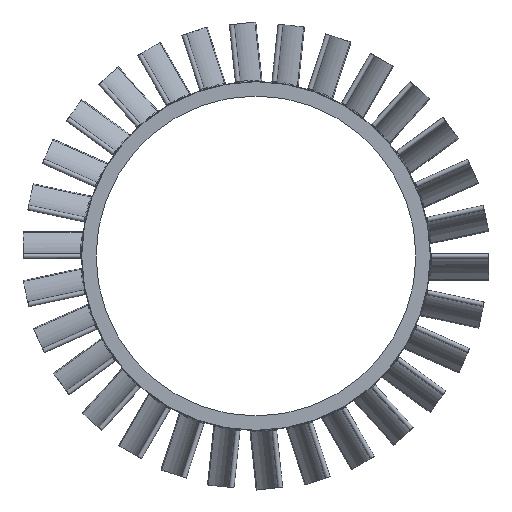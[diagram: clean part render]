
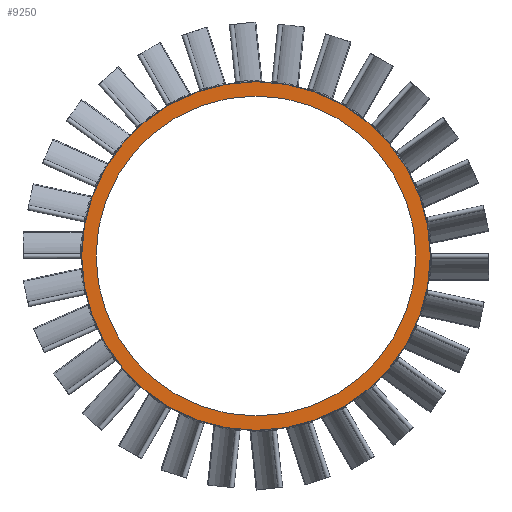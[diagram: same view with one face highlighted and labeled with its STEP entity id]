
A CAD part, left-side view. The second image highlights one B-rep face of the part: STEP entity #9250.
In plain terms, the highlighted planar face has unit normal (-1, 0, 0).
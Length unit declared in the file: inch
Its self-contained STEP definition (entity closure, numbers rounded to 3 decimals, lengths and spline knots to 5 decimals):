
#116=CARTESIAN_POINT('',(0.,0.,0.));
#117=DIRECTION('',(-1.,0.,0.));
#118=DIRECTION('',(0.,-1.,0.));
#119=AXIS2_PLACEMENT_3D('',#116,#117,#118);
#125=CARTESIAN_POINT('',(0.,0.,0.));
#126=DIRECTION('',(-1.,0.,0.));
#127=DIRECTION('',(0.,1.,0.));
#128=AXIS2_PLACEMENT_3D('',#125,#126,#127);
#133=CARTESIAN_POINT('',(0.,0.,0.));
#134=DIRECTION('',(1.,0.,0.));
#135=DIRECTION('',(0.,-1.,0.));
#136=AXIS2_PLACEMENT_3D('',#133,#134,#135);
#141=CARTESIAN_POINT('',(0.,0.,0.));
#142=DIRECTION('',(1.,0.,0.));
#143=DIRECTION('',(0.,1.,0.));
#144=AXIS2_PLACEMENT_3D('',#141,#142,#143);
#8729=CARTESIAN_POINT('',(0.,-67.005,0.));
#8730=CARTESIAN_POINT('',(0.,67.005,0.));
#8731=VERTEX_POINT('',#8729);
#8732=VERTEX_POINT('',#8730);
#8733=CARTESIAN_POINT('',(0.,-73.005,0.));
#8734=CARTESIAN_POINT('',(0.,73.005,0.));
#8735=VERTEX_POINT('',#8733);
#8736=VERTEX_POINT('',#8734);
#9233=CARTESIAN_POINT('',(0.,0.,0.));
#9234=DIRECTION('',(1.,0.,0.));
#9235=DIRECTION('',(0.,-1.,0.));
#9236=AXIS2_PLACEMENT_3D('',#9233,#9234,#9235);
#9237=PLANE('',#9236);
#9239=ORIENTED_EDGE('',*,*,#9238,.T.);
#9241=ORIENTED_EDGE('',*,*,#9240,.T.);
#9242=EDGE_LOOP('',(#9239,#9241));
#9243=FACE_OUTER_BOUND('',#9242,.F.);
#9245=ORIENTED_EDGE('',*,*,#9244,.T.);
#9247=ORIENTED_EDGE('',*,*,#9246,.T.);
#9248=EDGE_LOOP('',(#9245,#9247));
#9249=FACE_BOUND('',#9248,.F.);
#120=CIRCLE('',#119,67.005);
#129=CIRCLE('',#128,67.005);
#137=CIRCLE('',#136,73.005);
#145=CIRCLE('',#144,73.005);
#9238=EDGE_CURVE('',#8735,#8736,#137,.T.);
#9240=EDGE_CURVE('',#8736,#8735,#145,.T.);
#9244=EDGE_CURVE('',#8731,#8732,#120,.T.);
#9246=EDGE_CURVE('',#8732,#8731,#129,.T.);
#9250=ADVANCED_FACE('',(#9243,#9249),#9237,.F.);
